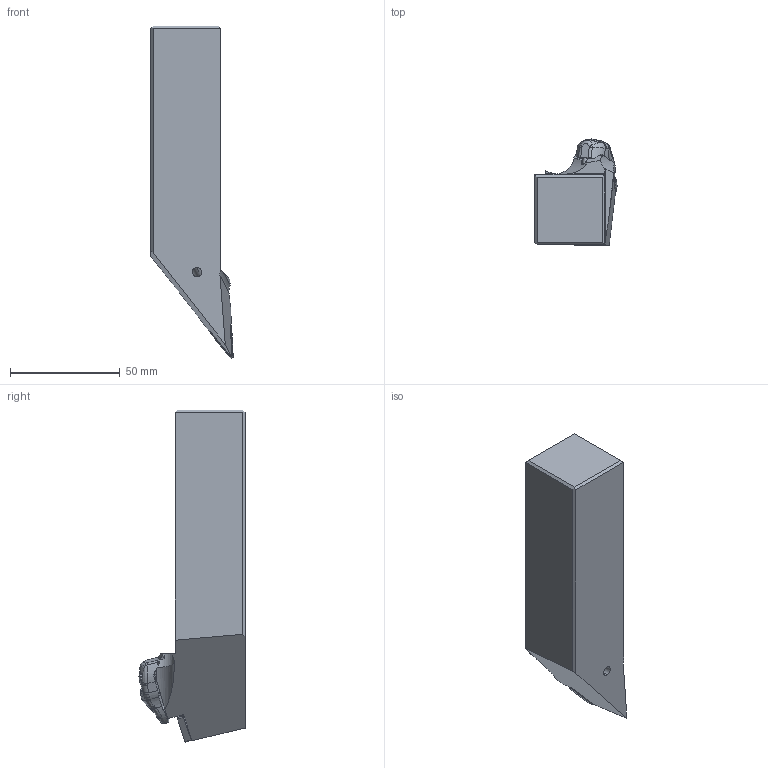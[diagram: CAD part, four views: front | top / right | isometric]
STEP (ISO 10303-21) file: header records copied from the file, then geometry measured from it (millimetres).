
FILE_DESCRIPTION(/* description */ (''),/* implementation_level */ '2;1');
FILE_NAME(/* name */ 'DVJNL-203.stp',/* time_stamp */ '2021-11-11T11:37:50+09:00',/* author */ (''),/* organization */ (''),/* preprocessor_version */ 'ST-DEVELOPER v16',/* originating_system */ 'SIEMENS PLM Software NX 10.0',/* authorisation */ '');
FILE_SCHEMA (('AUTOMOTIVE_DESIGN { 1 0 10303 214 3 1 1 1 }'));
Length unit declared in the file: millimetre
Products named in the file (1): DVJNL-203_ASM
Bounding box: 37.53 x 48.31 x 151.23 mm (x, y, z)
Volume: 131008.9 mm3; surface area: 22453.3 mm2
Topology: 6 solids, 6 shells, 287 faces, 768 edges, 492 vertices
Faces by surface type: cylinder 100, plane 77, bspline 64, torus 22, cone 17, sphere 7
Entity records: 13299 total; most frequent: CARTESIAN_POINT 6465, ORIENTED_EDGE 1518, DIRECTION 1254, EDGE_CURVE 759, AXIS2_PLACEMENT_3D 498, VERTEX_POINT 489, EDGE_LOOP 300, ADVANCED_FACE 287
